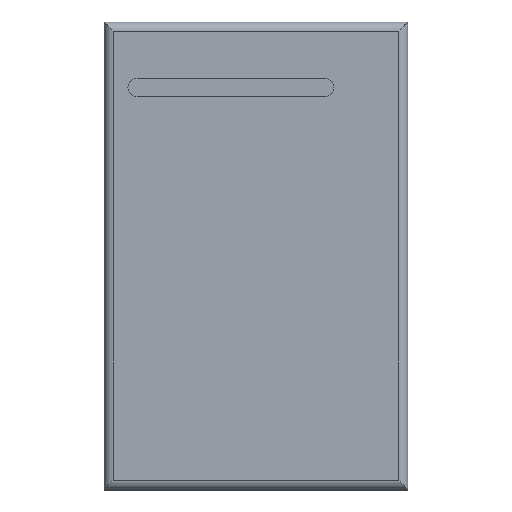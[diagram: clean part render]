
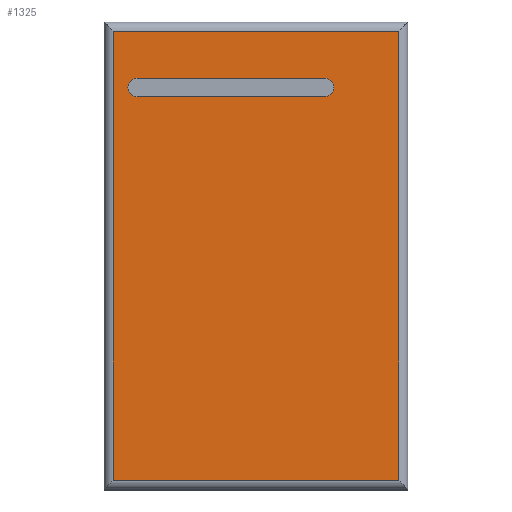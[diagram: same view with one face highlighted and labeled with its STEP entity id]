
A CAD part, top view. The second image highlights one B-rep face of the part: STEP entity #1325.
In plain terms, the highlighted planar face has unit normal (0, 0, 1).
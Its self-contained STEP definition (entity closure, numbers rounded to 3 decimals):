
#105=VECTOR('',#106,1.);
#106=DIRECTION('',(0.,-1.,0.));
#137=VECTOR('',#138,1.);
#138=DIRECTION('',(-1.,0.,0.));
#145=VECTOR('',#146,1.);
#146=DIRECTION('',(0.,1.,0.));
#191=VECTOR('',#192,1.);
#192=DIRECTION('',(1.,0.,0.));
#424=DIRECTION('',(0.,0.,-1.));
#425=DIRECTION('',(-1.,0.,0.));
#655=DIRECTION('',(0.,0.,-1.));
#1155=VERTEX_POINT('',#1156);
#1156=CARTESIAN_POINT('',(-0.51,1.,5.1));
#1163=EDGE_CURVE('',#1155,#1164,#1166,.T.);
#1164=VERTEX_POINT('',#1165);
#1165=CARTESIAN_POINT('',(-0.51,-8.6,5.1));
#1166=LINE('',#1167,#105);
#1167=CARTESIAN_POINT('',(-0.51,1.2,5.1));
#1201=EDGE_CURVE('',#1164,#1202,#1204,.T.);
#1202=VERTEX_POINT('',#1203);
#1203=CARTESIAN_POINT('',(5.59,-8.6,5.1));
#1204=LINE('',#1205,#191);
#1205=CARTESIAN_POINT('',(-0.71,-8.6,5.1));
#1220=EDGE_CURVE('',#1202,#1221,#1223,.T.);
#1221=VERTEX_POINT('',#1222);
#1222=CARTESIAN_POINT('',(5.59,1.,5.1));
#1223=LINE('',#1224,#145);
#1224=CARTESIAN_POINT('',(5.59,-8.8,5.1));
#1276=EDGE_CURVE('',#1221,#1155,#1277,.T.);
#1277=LINE('',#1278,#137);
#1278=CARTESIAN_POINT('',(5.79,1.,5.1));
#1325=ADVANCED_FACE('',(#1326,#1332),#1365,.F.);
#1326=FACE_BOUND('',#1327,.F.);
#1327=EDGE_LOOP('',(#1328,#1329,#1330,#1331));
#1328=ORIENTED_EDGE('',*,*,#1163,.F.);
#1329=ORIENTED_EDGE('',*,*,#1276,.F.);
#1330=ORIENTED_EDGE('',*,*,#1220,.F.);
#1331=ORIENTED_EDGE('',*,*,#1201,.F.);
#1332=FACE_BOUND('',#1333,.F.);
#1333=EDGE_LOOP('',(#1334,#1344,#1352,#1360));
#1334=ORIENTED_EDGE('',*,*,#1335,.F.);
#1335=EDGE_CURVE('',#1336,#1338,#1340,.T.);
#1336=VERTEX_POINT('',#1337);
#1337=CARTESIAN_POINT('',(4.,-0.4,5.1));
#1338=VERTEX_POINT('',#1339);
#1339=CARTESIAN_POINT('',(0.,-0.4,5.1));
#1340=LINE('',#1341,#1342);
#1341=CARTESIAN_POINT('',(-0.355,-0.4,5.1));
#1342=VECTOR('',#1343,1.);
#1343=DIRECTION('',(-1.,0.,0.));
#1344=ORIENTED_EDGE('',*,*,#1345,.F.);
#1345=EDGE_CURVE('',#1346,#1336,#1348,.T.);
#1346=VERTEX_POINT('',#1347);
#1347=CARTESIAN_POINT('',(4.,0.,5.1));
#1348=CIRCLE('',#1349,0.2);
#1349=AXIS2_PLACEMENT_3D('',#1350,#655,#1351);
#1350=CARTESIAN_POINT('',(4.,-0.2,5.1));
#1351=DIRECTION('',(0.,-1.,0.));
#1352=ORIENTED_EDGE('',*,*,#1353,.F.);
#1353=EDGE_CURVE('',#1354,#1346,#1356,.T.);
#1354=VERTEX_POINT('',#1355);
#1355=CARTESIAN_POINT('',(0.,0.,5.1));
#1356=LINE('',#1357,#1358);
#1357=CARTESIAN_POINT('',(1.645,0.,5.1));
#1358=VECTOR('',#1359,1.);
#1359=DIRECTION('',(1.,0.,0.));
#1360=ORIENTED_EDGE('',*,*,#1361,.F.);
#1361=EDGE_CURVE('',#1338,#1354,#1362,.T.);
#1362=CIRCLE('',#1363,0.2);
#1363=AXIS2_PLACEMENT_3D('',#1364,#655,#1351);
#1364=CARTESIAN_POINT('',(0.,-0.2,5.1));
#1365=PLANE('',#1366);
#1366=AXIS2_PLACEMENT_3D('',#1367,#424,#425);
#1367=CARTESIAN_POINT('',(-0.71,1.2,5.1));
